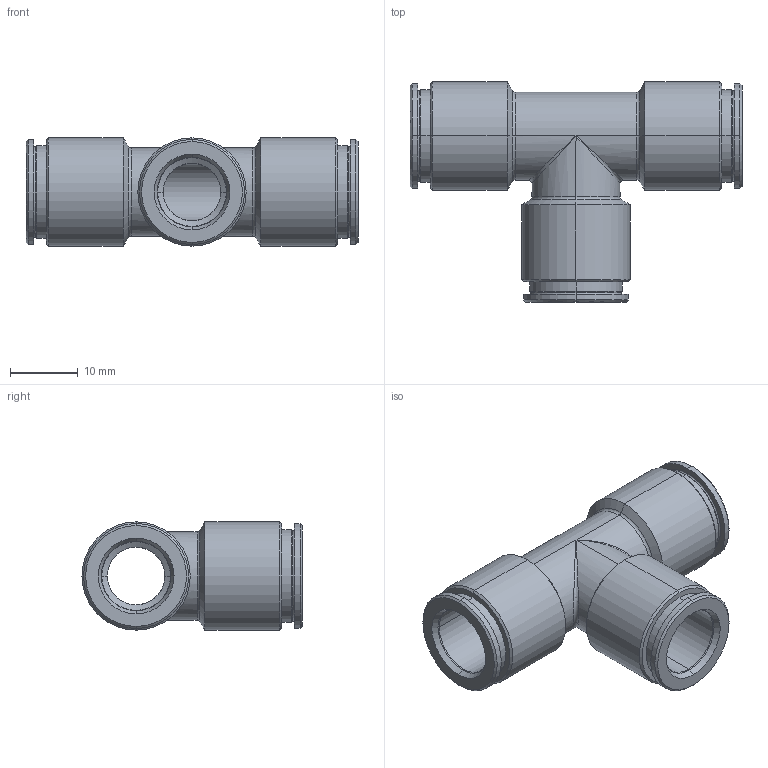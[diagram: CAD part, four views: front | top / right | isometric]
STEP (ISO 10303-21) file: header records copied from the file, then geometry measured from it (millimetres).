
FILE_DESCRIPTION (( 'STEP AP203' ), '1' );
FILE_NAME ('X0190050.STEP', '2016-12-06T10:48:50', ( '' ), ( '' ), 'SwSTEP 2.0', 'SolidWorks 2015', '' );
FILE_SCHEMA (( 'CONFIG_CONTROL_DESIGN' ));
Length unit declared in the file: millimetre
Products named in the file (1): X0190050
Bounding box: 49.02 x 32.51 x 16 mm (x, y, z)
Volume: 6353.5 mm3; surface area: 5849.5 mm2
Topology: 1 solids, 1 shells, 99 faces, 214 edges, 118 vertices
Faces by surface type: cylinder 34, cone 30, torus 24, plane 9, bspline 2
Entity records: 2885 total; most frequent: CARTESIAN_POINT 600, DIRECTION 538, ORIENTED_EDGE 420, AXIS2_PLACEMENT_3D 236, EDGE_CURVE 210, CIRCLE 138, VERTEX_POINT 118, EDGE_LOOP 108
